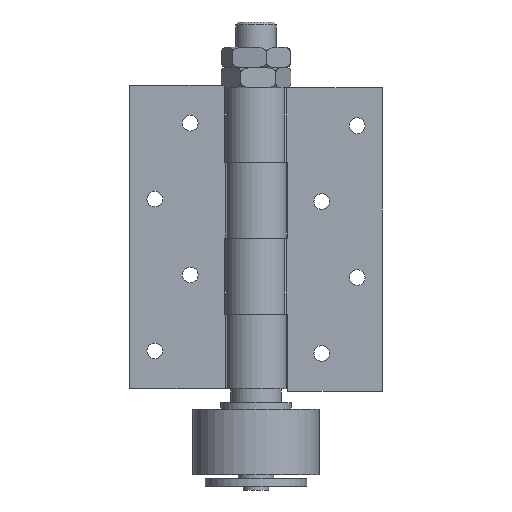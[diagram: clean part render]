
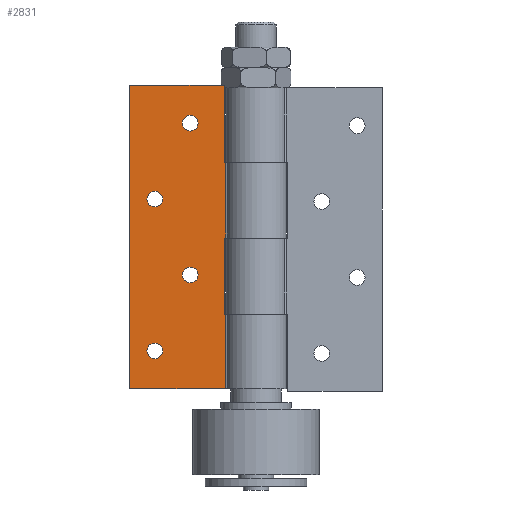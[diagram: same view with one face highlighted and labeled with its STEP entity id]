
A CAD part, front view. The second image highlights one B-rep face of the part: STEP entity #2831.
In plain terms, the highlighted face is planar.
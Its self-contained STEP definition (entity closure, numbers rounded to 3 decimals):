
#153=FACE_BOUND('',#940,.T.);
#154=FACE_BOUND('',#941,.T.);
#155=FACE_BOUND('',#942,.T.);
#156=FACE_BOUND('',#943,.T.);
#285=LINE('',#5008,#493);
#289=LINE('',#5023,#497);
#292=LINE('',#5037,#500);
#295=LINE('',#5045,#503);
#299=LINE('',#5060,#507);
#311=LINE('',#5090,#519);
#314=LINE('',#5097,#522);
#316=LINE('',#5100,#524);
#318=LINE('',#5106,#526);
#320=LINE('',#5109,#528);
#493=VECTOR('',#3796,10.);
#497=VECTOR('',#3810,10.);
#500=VECTOR('',#3823,10.);
#503=VECTOR('',#3828,10.);
#507=VECTOR('',#3842,10.);
#519=VECTOR('',#3874,10.);
#522=VECTOR('',#3883,10.);
#524=VECTOR('',#3887,10.);
#526=VECTOR('',#3895,10.);
#528=VECTOR('',#3899,10.);
#687=PLANE('',#3294);
#785=FACE_OUTER_BOUND('',#939,.T.);
#939=EDGE_LOOP('',(#2273,#2274,#2275,#2276,#2277,#2278,#2279,#2280,#2281,
#2282));
#940=EDGE_LOOP('',(#2283));
#941=EDGE_LOOP('',(#2284));
#942=EDGE_LOOP('',(#2285));
#943=EDGE_LOOP('',(#2286));
#1075=CIRCLE('',#3238,3.1);
#1080=CIRCLE('',#3245,3.1);
#1085=CIRCLE('',#3252,3.1);
#1090=CIRCLE('',#3259,3.1);
#1301=VERTEX_POINT('',#4956);
#1306=VERTEX_POINT('',#4970);
#1311=VERTEX_POINT('',#4984);
#1316=VERTEX_POINT('',#4998);
#1319=VERTEX_POINT('',#5005);
#1320=VERTEX_POINT('',#5007);
#1326=VERTEX_POINT('',#5021);
#1332=VERTEX_POINT('',#5035);
#1335=VERTEX_POINT('',#5042);
#1336=VERTEX_POINT('',#5044);
#1342=VERTEX_POINT('',#5058);
#1350=VERTEX_POINT('',#5089);
#1351=VERTEX_POINT('',#5095);
#1352=VERTEX_POINT('',#5105);
#1613=EDGE_CURVE('',#1301,#1301,#1075,.T.);
#1620=EDGE_CURVE('',#1306,#1306,#1080,.T.);
#1627=EDGE_CURVE('',#1311,#1311,#1085,.T.);
#1634=EDGE_CURVE('',#1316,#1316,#1090,.T.);
#1637=EDGE_CURVE('',#1320,#1319,#285,.T.);
#1645=EDGE_CURVE('',#1319,#1326,#289,.T.);
#1652=EDGE_CURVE('',#1326,#1332,#292,.T.);
#1655=EDGE_CURVE('',#1336,#1335,#295,.T.);
#1663=EDGE_CURVE('',#1335,#1342,#299,.T.);
#1678=EDGE_CURVE('',#1320,#1350,#311,.T.);
#1682=EDGE_CURVE('',#1342,#1351,#314,.T.);
#1684=EDGE_CURVE('',#1336,#1332,#316,.T.);
#1686=EDGE_CURVE('',#1352,#1350,#318,.T.);
#1688=EDGE_CURVE('',#1351,#1352,#320,.T.);
#2273=ORIENTED_EDGE('',*,*,#1652,.T.);
#2274=ORIENTED_EDGE('',*,*,#1684,.F.);
#2275=ORIENTED_EDGE('',*,*,#1655,.T.);
#2276=ORIENTED_EDGE('',*,*,#1663,.T.);
#2277=ORIENTED_EDGE('',*,*,#1682,.T.);
#2278=ORIENTED_EDGE('',*,*,#1688,.T.);
#2279=ORIENTED_EDGE('',*,*,#1686,.T.);
#2280=ORIENTED_EDGE('',*,*,#1678,.F.);
#2281=ORIENTED_EDGE('',*,*,#1637,.T.);
#2282=ORIENTED_EDGE('',*,*,#1645,.T.);
#2283=ORIENTED_EDGE('',*,*,#1613,.T.);
#2284=ORIENTED_EDGE('',*,*,#1620,.T.);
#2285=ORIENTED_EDGE('',*,*,#1627,.T.);
#2286=ORIENTED_EDGE('',*,*,#1634,.T.);
#2831=ADVANCED_FACE('',(#785,#153,#154,#155,#156),#687,.T.);
#3238=AXIS2_PLACEMENT_3D('',#4958,#3742,#3743);
#3245=AXIS2_PLACEMENT_3D('',#4972,#3758,#3759);
#3252=AXIS2_PLACEMENT_3D('',#4986,#3774,#3775);
#3259=AXIS2_PLACEMENT_3D('',#5000,#3790,#3791);
#3294=AXIS2_PLACEMENT_3D('',#5108,#3897,#3898);
#3742=DIRECTION('center_axis',(0.,-1.,0.));
#3743=DIRECTION('ref_axis',(1.,0.,0.));
#3758=DIRECTION('center_axis',(0.,-1.,0.));
#3759=DIRECTION('ref_axis',(1.,0.,0.));
#3774=DIRECTION('center_axis',(0.,-1.,0.));
#3775=DIRECTION('ref_axis',(1.,0.,0.));
#3790=DIRECTION('center_axis',(0.,-1.,0.));
#3791=DIRECTION('ref_axis',(1.,0.,0.));
#3796=DIRECTION('',(-1.,0.,0.));
#3810=DIRECTION('',(0.,0.,-1.));
#3823=DIRECTION('',(1.,0.,0.));
#3828=DIRECTION('',(-1.,0.,0.));
#3842=DIRECTION('',(0.,0.,-1.));
#3874=DIRECTION('',(0.,0.,1.));
#3883=DIRECTION('',(-1.,0.,0.));
#3887=DIRECTION('',(0.,0.,1.));
#3895=DIRECTION('',(1.,0.,0.));
#3897=DIRECTION('center_axis',(0.,1.,0.));
#3898=DIRECTION('ref_axis',(0.,0.,1.));
#3899=DIRECTION('',(0.,0.,1.));
#4956=CARTESIAN_POINT('',(-43.1,4.,-15.));
#4958=CARTESIAN_POINT('Origin',(-40.,4.,-15.));
#4970=CARTESIAN_POINT('',(-43.1,4.,45.));
#4972=CARTESIAN_POINT('Origin',(-40.,4.,45.));
#4984=CARTESIAN_POINT('',(-29.1,4.,15.));
#4986=CARTESIAN_POINT('Origin',(-26.,4.,15.));
#4998=CARTESIAN_POINT('',(-29.1,4.,-45.));
#5000=CARTESIAN_POINT('Origin',(-26.,4.,-45.));
#5005=CARTESIAN_POINT('',(-12.54,4.,30.5));
#5007=CARTESIAN_POINT('',(-12.054,4.,30.5));
#5008=CARTESIAN_POINT('',(-8.918,4.,30.5));
#5021=CARTESIAN_POINT('',(-12.54,4.,0.4));
#5023=CARTESIAN_POINT('',(-12.54,4.,15.25));
#5035=CARTESIAN_POINT('',(-12.054,4.,0.4));
#5037=CARTESIAN_POINT('',(-31.27,4.,0.4));
#5042=CARTESIAN_POINT('',(-12.54,4.,-29.5));
#5044=CARTESIAN_POINT('',(-12.054,4.,-29.5));
#5045=CARTESIAN_POINT('',(-8.918,4.,-29.5));
#5058=CARTESIAN_POINT('',(-12.54,4.,-60.));
#5060=CARTESIAN_POINT('',(-12.54,4.,-14.75));
#5089=CARTESIAN_POINT('',(-12.054,4.,60.));
#5090=CARTESIAN_POINT('',(-12.054,4.,0.));
#5095=CARTESIAN_POINT('',(-50.,4.,-60.));
#5097=CARTESIAN_POINT('',(-8.05,4.,-60.));
#5100=CARTESIAN_POINT('',(-12.054,4.,0.));
#5105=CARTESIAN_POINT('',(-50.,4.,60.));
#5106=CARTESIAN_POINT('',(-8.05,4.,60.));
#5108=CARTESIAN_POINT('Origin',(-50.,4.,0.));
#5109=CARTESIAN_POINT('',(-50.,4.,0.));
